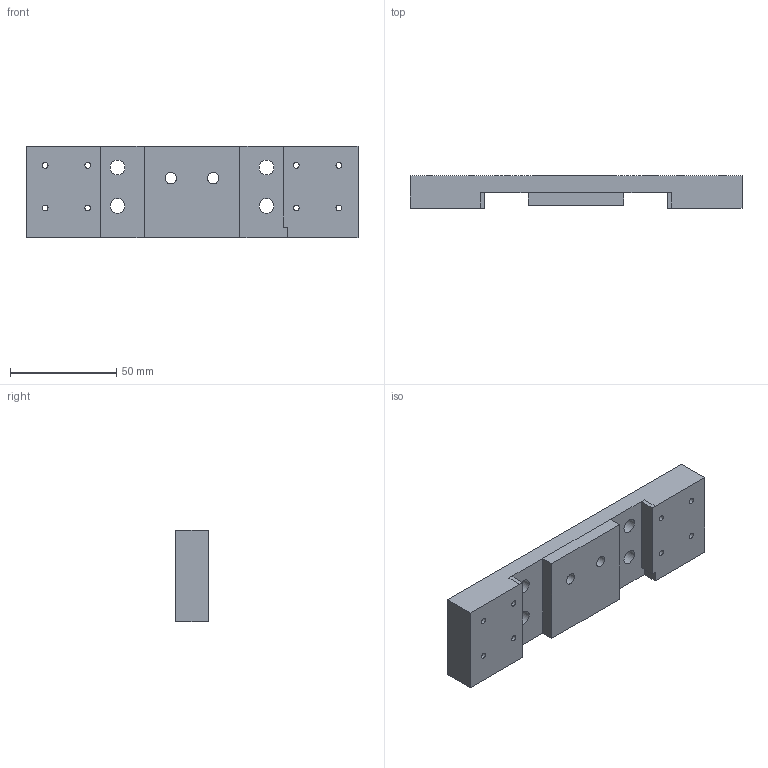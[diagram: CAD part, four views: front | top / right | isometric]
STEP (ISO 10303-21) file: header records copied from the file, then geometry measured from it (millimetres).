
FILE_DESCRIPTION(/* description */ (''),/* implementation_level */ '2;1');
FILE_NAME(/* name */ 'Spindle plate.step',/* time_stamp */ '2026-01-28T19:30:28+11:00',/* author */ (''),/* organization */ (''),/* preprocessor_version */ 'ST-DEVELOPER v20.1',/* originating_system */ 'Autodesk Translation Framework v14.24.0.0',/* authorisation */ '');
FILE_SCHEMA (('AUTOMOTIVE_DESIGN { 1 0 10303 214 3 1 1 }'));
Length unit declared in the file: millimetre
Products named in the file (1): 2026-01-17-18-27-19-811
Bounding box: 156 x 15.3 x 43 mm (x, y, z)
Volume: 83192.2 mm3; surface area: 21819.4 mm2
Topology: 1 solids, 1 shells, 38 faces, 103 edges, 68 vertices
Faces by surface type: plane 24, cylinder 14
Full cylindrical faces by diameter (mm): 2.7 x8, 5.3 x2, 7 x4
Entity records: 1288 total; most frequent: CARTESIAN_POINT 210, DIRECTION 209, ORIENTED_EDGE 206, EDGE_CURVE 103, LINE 75, VECTOR 75, VERTEX_POINT 68, EDGE_LOOP 67
